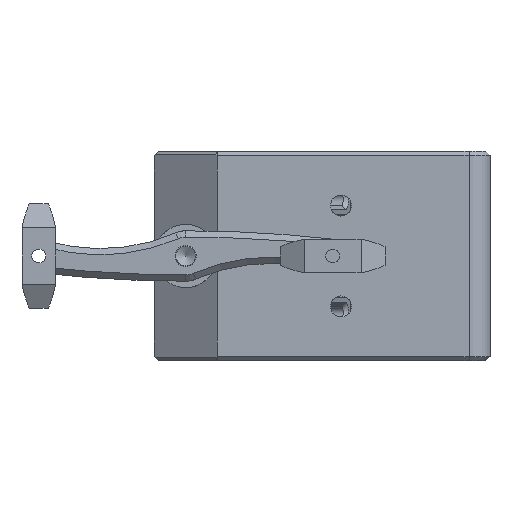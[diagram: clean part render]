
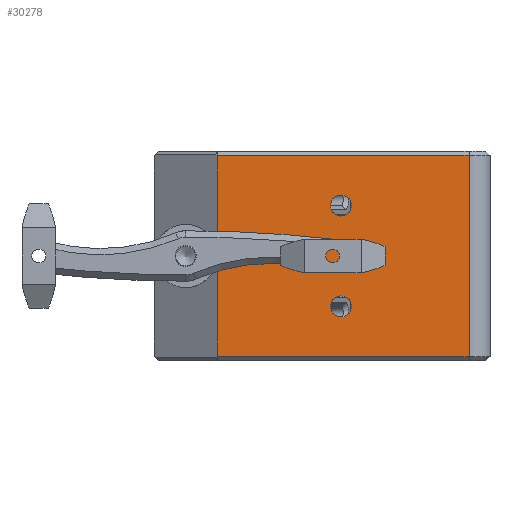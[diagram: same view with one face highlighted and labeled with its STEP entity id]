
A CAD part, left-side view. The second image highlights one B-rep face of the part: STEP entity #30278.
In plain terms, the highlighted planar face has unit normal (-1, 0, 0).
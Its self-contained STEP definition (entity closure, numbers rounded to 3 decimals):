
#29821 = VERTEX_POINT('',#29822);
#29822 = CARTESIAN_POINT('',(-42.5,40.,-24.));
#29902 = VERTEX_POINT('',#29903);
#29903 = CARTESIAN_POINT('',(-42.5,40.,0.));
#29910 = EDGE_CURVE('',#29911,#29902,#29913,.T.);
#29911 = VERTEX_POINT('',#29912);
#29912 = CARTESIAN_POINT('',(-42.5,40.,-20.));
#29913 = LINE('',#29914,#29915);
#29914 = CARTESIAN_POINT('',(-42.5,40.,-25.));
#29915 = VECTOR('',#29916,1.);
#29916 = DIRECTION('',(0.,0.,1.));
#29918 = EDGE_CURVE('',#29821,#29911,#29919,.T.);
#29919 = LINE('',#29920,#29921);
#29920 = CARTESIAN_POINT('',(-42.5,40.,-25.));
#29921 = VECTOR('',#29922,1.);
#29922 = DIRECTION('',(0.,0.,1.));
#30095 = VERTEX_POINT('',#30096);
#30096 = CARTESIAN_POINT('',(-42.5,-20.,-24.));
#30102 = EDGE_CURVE('',#30095,#29821,#30103,.T.);
#30103 = LINE('',#30104,#30105);
#30104 = CARTESIAN_POINT('',(-42.5,-20.,-24.));
#30105 = VECTOR('',#30106,1.);
#30106 = DIRECTION('',(0.,1.,0.));
#30278 = ADVANCED_FACE('',(#30279,#30314,#30325),#30336,.T.);
#30279 = FACE_BOUND('',#30280,.T.);
#30280 = EDGE_LOOP('',(#30281,#30289,#30297,#30305,#30311,#30312,#30313)
  );
#30281 = ORIENTED_EDGE('',*,*,#30282,.T.);
#30282 = EDGE_CURVE('',#30095,#30283,#30285,.T.);
#30283 = VERTEX_POINT('',#30284);
#30284 = CARTESIAN_POINT('',(-42.5,-20.,24.));
#30285 = LINE('',#30286,#30287);
#30286 = CARTESIAN_POINT('',(-42.5,-20.,-25.));
#30287 = VECTOR('',#30288,1.);
#30288 = DIRECTION('',(0.,0.,1.));
#30289 = ORIENTED_EDGE('',*,*,#30290,.T.);
#30290 = EDGE_CURVE('',#30283,#30291,#30293,.T.);
#30291 = VERTEX_POINT('',#30292);
#30292 = CARTESIAN_POINT('',(-42.5,40.,24.));
#30293 = LINE('',#30294,#30295);
#30294 = CARTESIAN_POINT('',(-42.5,-20.,24.));
#30295 = VECTOR('',#30296,1.);
#30296 = DIRECTION('',(0.,1.,0.));
#30297 = ORIENTED_EDGE('',*,*,#30298,.F.);
#30298 = EDGE_CURVE('',#30299,#30291,#30301,.T.);
#30299 = VERTEX_POINT('',#30300);
#30300 = CARTESIAN_POINT('',(-42.5,40.,20.));
#30301 = LINE('',#30302,#30303);
#30302 = CARTESIAN_POINT('',(-42.5,40.,-25.));
#30303 = VECTOR('',#30304,1.);
#30304 = DIRECTION('',(0.,0.,1.));
#30305 = ORIENTED_EDGE('',*,*,#30306,.F.);
#30306 = EDGE_CURVE('',#29902,#30299,#30307,.T.);
#30307 = LINE('',#30308,#30309);
#30308 = CARTESIAN_POINT('',(-42.5,40.,-25.));
#30309 = VECTOR('',#30310,1.);
#30310 = DIRECTION('',(0.,0.,1.));
#30311 = ORIENTED_EDGE('',*,*,#29910,.F.);
#30312 = ORIENTED_EDGE('',*,*,#29918,.F.);
#30313 = ORIENTED_EDGE('',*,*,#30102,.F.);
#30314 = FACE_BOUND('',#30315,.T.);
#30315 = EDGE_LOOP('',(#30316));
#30316 = ORIENTED_EDGE('',*,*,#30317,.F.);
#30317 = EDGE_CURVE('',#30318,#30318,#30320,.T.);
#30318 = VERTEX_POINT('',#30319);
#30319 = CARTESIAN_POINT('',(-42.5,10.5,14.5));
#30320 = CIRCLE('',#30321,2.5);
#30321 = AXIS2_PLACEMENT_3D('',#30322,#30323,#30324);
#30322 = CARTESIAN_POINT('',(-42.5,10.5,12.));
#30323 = DIRECTION('',(-1.,0.,0.));
#30324 = DIRECTION('',(0.,0.,1.));
#30325 = FACE_BOUND('',#30326,.T.);
#30326 = EDGE_LOOP('',(#30327));
#30327 = ORIENTED_EDGE('',*,*,#30328,.F.);
#30328 = EDGE_CURVE('',#30329,#30329,#30331,.T.);
#30329 = VERTEX_POINT('',#30330);
#30330 = CARTESIAN_POINT('',(-42.5,10.5,-9.5));
#30331 = CIRCLE('',#30332,2.5);
#30332 = AXIS2_PLACEMENT_3D('',#30333,#30334,#30335);
#30333 = CARTESIAN_POINT('',(-42.5,10.5,-12.));
#30334 = DIRECTION('',(-1.,0.,0.));
#30335 = DIRECTION('',(0.,0.,1.));
#30336 = PLANE('',#30337);
#30337 = AXIS2_PLACEMENT_3D('',#30338,#30339,#30340);
#30338 = CARTESIAN_POINT('',(-42.5,-20.,-25.));
#30339 = DIRECTION('',(-1.,0.,0.));
#30340 = DIRECTION('',(0.,1.,0.));
